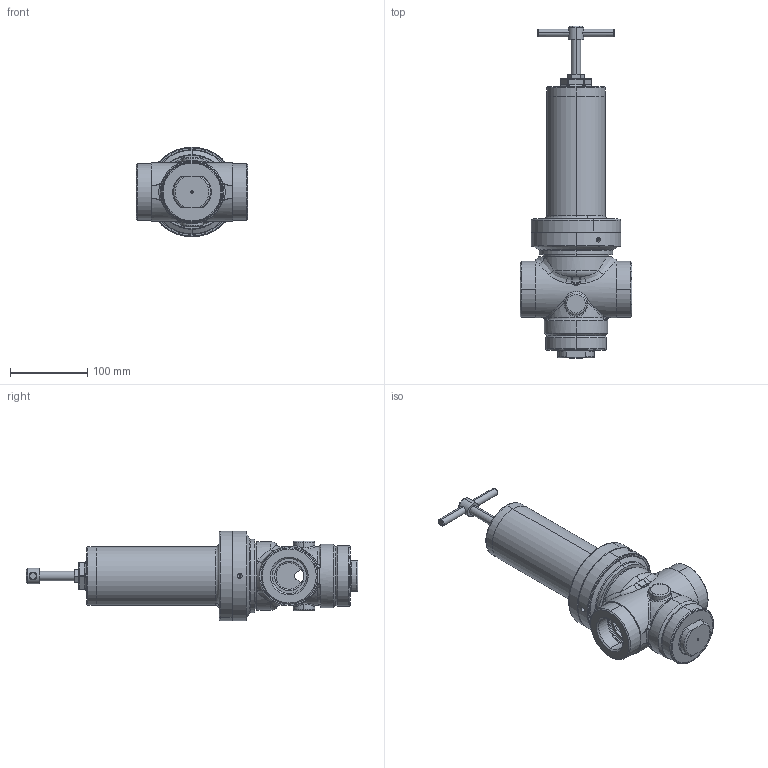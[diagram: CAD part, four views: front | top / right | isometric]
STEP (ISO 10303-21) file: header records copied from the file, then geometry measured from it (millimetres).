
FILE_DESCRIPTION (( 'STEP AP203' ), '1' );
FILE_NAME ('Typ_80-BG_III-G112M.STEP', '2021-03-16T10:07:29', ( '' ), ( '' ), 'SwSTEP 2.0', 'SolidWorks 2016', '' );
FILE_SCHEMA (( 'CONFIG_CONTROL_DESIGN' ));
Length unit declared in the file: millimetre
Products named in the file (1): Typ_80-BG_III-G112M
Bounding box: 145 x 430 x 116 mm (x, y, z)
Volume: 897720.1 mm3; surface area: 270999.7 mm2
Topology: 8 solids, 8 shells, 440 faces, 977 edges, 565 vertices
Faces by surface type: cone 126, cylinder 125, torus 91, plane 56, bspline 34, sphere 8
Entity records: 16250 total; most frequent: CARTESIAN_POINT 6597, DIRECTION 2125, ORIENTED_EDGE 1938, EDGE_CURVE 969, AXIS2_PLACEMENT_3D 935, VERTEX_POINT 565, CIRCLE 528, EDGE_LOOP 480
